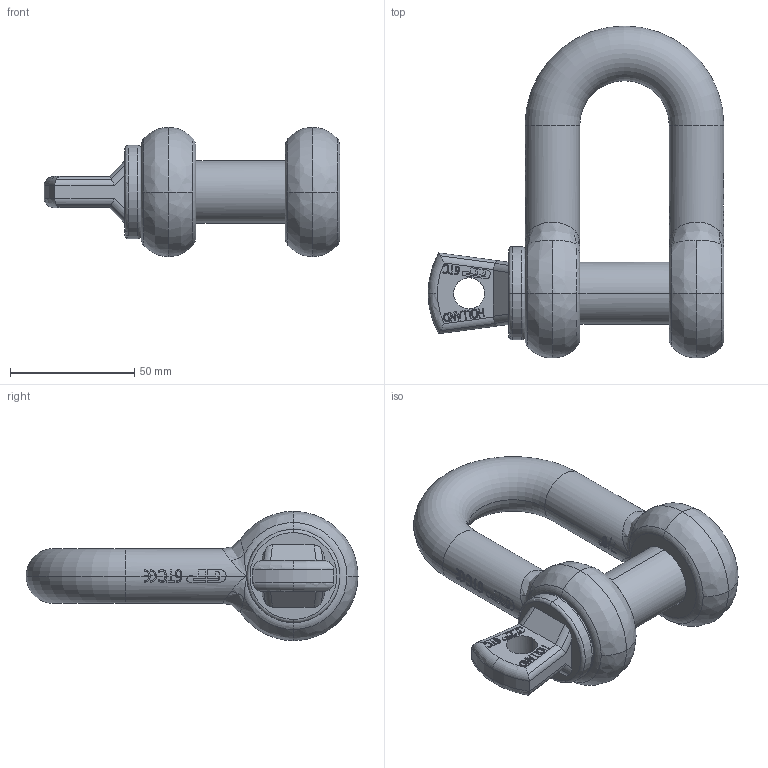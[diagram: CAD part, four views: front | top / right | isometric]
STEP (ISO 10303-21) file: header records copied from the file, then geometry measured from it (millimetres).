
FILE_DESCRIPTION(('.'),'2;1');
FILE_NAME('GPGDBB22.stp','2012-01-15T12:50:46+00:00',('.'),('.'),'','STEP AP214','.');
FILE_SCHEMA(('AUTOMOTIVE_DESIGN { 1 0 10303 214 1 1 1 1 }'));
Length unit declared in the file: millimetre
Products named in the file (3): GPGDBB22; 6,5; 6,5_1
Assembly tree (2 placements, depth 2):
  GPGDBB22
    6,5
    6,5_1
Bounding box: 119 x 133.5 x 52 mm (x, y, z)
Volume: 183010.5 mm3; surface area: 39108.3 mm2
Topology: 2 solids, 2 shells, 610 faces, 2001 edges, 1409 vertices
Faces by surface type: bspline 234, plane 224, cylinder 125, torus 24, cone 3
Entity records: 26963 total; most frequent: CARTESIAN_POINT 11918, ORIENTED_EDGE 3986, EDGE_CURVE 1993, VERTEX_POINT 1409, DIRECTION 1396, B_SPLINE_CURVE_WITH_KNOTS 1264, EDGE_LOOP 638, ADVANCED_FACE 610
